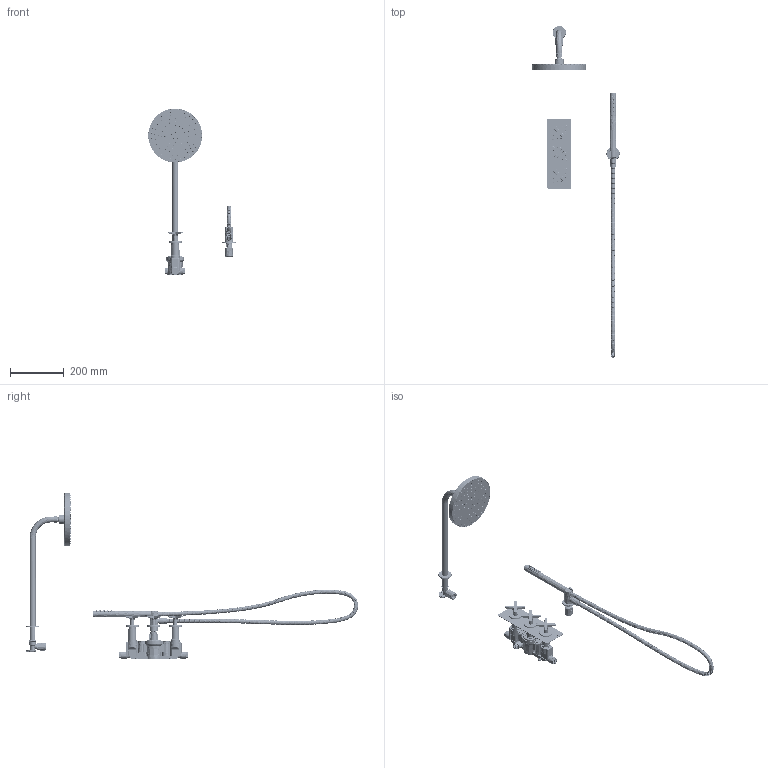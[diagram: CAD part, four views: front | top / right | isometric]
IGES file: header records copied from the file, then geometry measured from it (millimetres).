
Global section: file name: T20B2ACox; native system: Autodesk Inventor 2023; preprocessor: unknown; author: rclarke; date: 20230509.142038; units: millimetre
Bounding box: 324.75 x 1233.49 x 619.95 mm (x, y, z)
Volume: 1734201.4 mm3; surface area: 772790.2 mm2
Topology: 104 solids, 120 shells, 8356 faces, 22811 edges, 15512 vertices
Faces by surface type: bspline 8356
